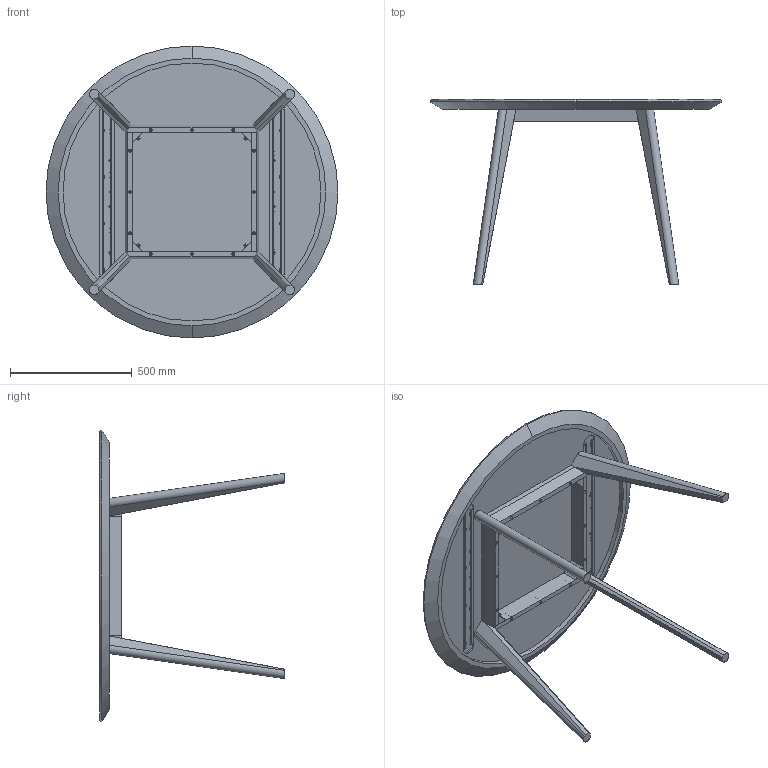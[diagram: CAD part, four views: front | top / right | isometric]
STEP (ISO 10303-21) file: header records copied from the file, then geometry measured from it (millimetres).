
FILE_DESCRIPTION (( 'STEP AP203' ), '1' );
FILE_NAME ('Awal py顤ist鳵 stol 120.STEP', '2023-11-23T12:13:19', ( '' ), ( '' ), 'SwSTEP 2.0', 'SolidWorks 2023', '' );
FILE_SCHEMA (( 'CONFIG_CONTROL_DESIGN' ));
Length unit declared in the file: millimetre
Products named in the file (1): Awal pyöristää stol 120
Bounding box: 1200 x 760 x 1200 mm (x, y, z)
Volume: 35200546.8 mm3; surface area: 3680963 mm2
Topology: 67 solids, 67 shells, 1425 faces, 3494 edges, 2210 vertices
Faces by surface type: plane 613, cylinder 552, cone 138, torus 66, bspline 56
Entity records: 60453 total; most frequent: CARTESIAN_POINT 28010, ORIENTED_EDGE 6844, DIRECTION 6530, EDGE_CURVE 3422, AXIS2_PLACEMENT_3D 2338, VERTEX_POINT 2210, VECTOR 1854, LINE 1854
